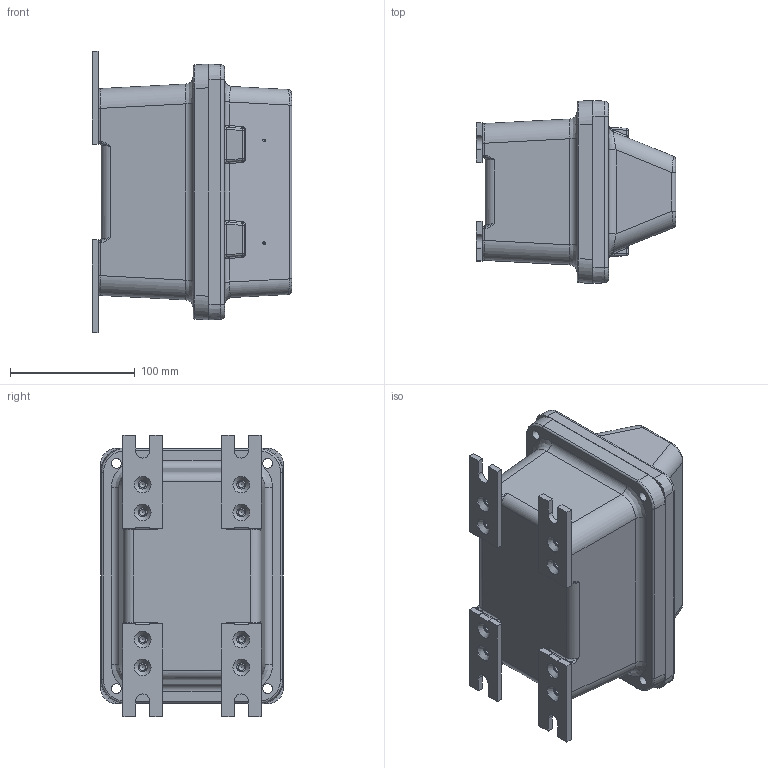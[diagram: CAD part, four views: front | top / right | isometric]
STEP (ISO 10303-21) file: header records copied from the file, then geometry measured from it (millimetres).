
FILE_DESCRIPTION(/* description */ (''),/* implementation_level */ '2;1');
FILE_NAME(/* name */ 'B7EP.stp',/* time_stamp */ '2019-06-03T21:37:39+05:00',/* author */ ('rsundaram2'),/* organization */ (''),/* preprocessor_version */ 'ST-DEVELOPER v16.13',/* originating_system */ 'Autodesk Inventor 2018',/* authorisation */ '');
FILE_SCHEMA (('AUTOMOTIVE_DESIGN { 1 0 10303 214 3 1 1 }'));
Length unit declared in the file: inch
Products named in the file (4): B7EP; 21602BAAM; 21604EAAM; 15688
Assembly tree (6 placements, depth 2):
  B7EP
    21602BAAM
    21604EAAM
    15688  x4
Bounding box: 160.21 x 146.68 x 225.93 mm (x, y, z)
Volume: 1490147 mm3; surface area: 262875.6 mm2
Topology: 6 solids, 6 shells, 828 faces, 2111 edges, 1325 vertices
Faces by surface type: plane 317, bspline 263, cylinder 193, cone 34, sphere 17, torus 4
Full cylindrical faces by diameter (mm): 2.184 x4, 3.683 x1, 3.81 x8, 4.762 x1, 4.978 x8, 7.144 x8, 7.798 x4, 10.312 x4, 13.494 x8
Entity records: 26629 total; most frequent: CARTESIAN_POINT 9668, ORIENTED_EDGE 3706, DIRECTION 2931, EDGE_CURVE 1853, VERTEX_POINT 1187, LINE 1009, VECTOR 1009, AXIS2_PLACEMENT_3D 961
